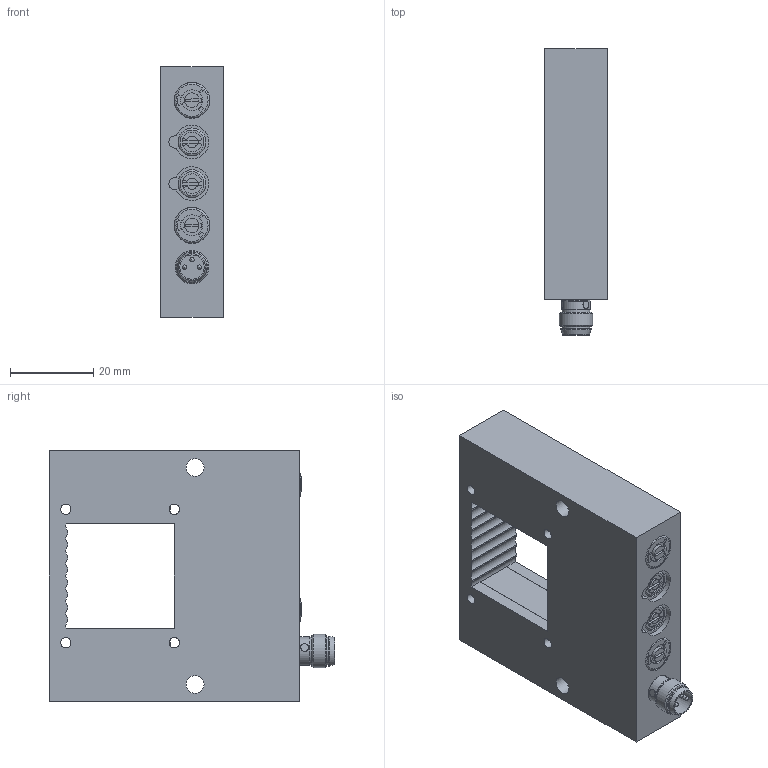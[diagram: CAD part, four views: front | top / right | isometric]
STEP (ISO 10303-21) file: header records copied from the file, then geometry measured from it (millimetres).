
FILE_DESCRIPTION(/* description */ ('DISO X xxx'),/* implementation_level */ '2;1');
FILE_NAME(/* name */ 'OGWSD 25 X3K-TSSL.stp',/* time_stamp */ '2015-07-21T13:21:21+02:00',/* author */ ('lck'),/* organization */ (''),/* preprocessor_version */ 'ST-DEVELOPER v15.6',/* originating_system */ 'Autodesk Inventor 2015',/* authorisation */ '');
FILE_SCHEMA (('AUTOMOTIVE_DESIGN { 1 0 10303 214 3 1 1 }'));
Length unit declared in the file: millimetre
Products named in the file (1): Bauteil340
Bounding box: 15 x 68.5 x 60 mm (x, y, z)
Volume: 43480.3 mm3; surface area: 14338 mm2
Topology: 1 solids, 8 shells, 338 faces, 771 edges, 495 vertices
Faces by surface type: plane 202, cylinder 117, cone 10, torus 6, sphere 3
Full cylindrical faces by diameter (mm): 0.5 x6, 1 x3, 2 x4, 2.459 x4, 2.5 x2, 4 x2, 4.3 x2, 5.7 x1, 5.8 x2, 6.4 x1, 6.6 x4, 6.7 x4, 6.9 x1, 7.2 x1, 7.3 x2, 8 x1, 8.5 x2, 8.6 x2
Entity records: 9778 total; most frequent: CARTESIAN_POINT 1903, DIRECTION 1552, ORIENTED_EDGE 1370, EDGE_CURVE 685, AXIS2_PLACEMENT_3D 565, EDGE_LOOP 477, VERTEX_POINT 474, LINE 422
